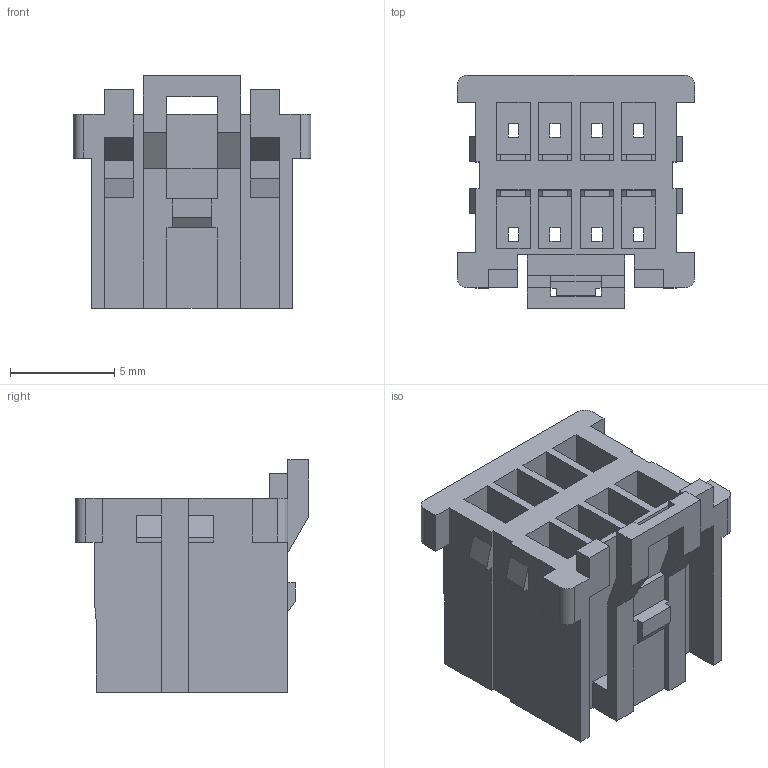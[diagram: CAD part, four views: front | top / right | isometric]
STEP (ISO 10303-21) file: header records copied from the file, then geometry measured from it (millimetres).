
FILE_DESCRIPTION( ( 'Unknown' ), '1' );
FILE_NAME( '624008213322.stp', 'Unknown', ( 'Unknown' ), ( 'Unknown' ), 'PSStep 14.0', 'Unknown', ' ' );
FILE_SCHEMA( ( 'AUTOMOTIVE_DESIGN { 1 0 10303 214 1 1 1 1 }' ) );
Length unit declared in the file: millimetre
Products named in the file (1): 1
Bounding box: 11.4 x 11.2 x 11.15 mm (x, y, z)
Volume: 408.8 mm3; surface area: 1439.3 mm2
Topology: 1 solids, 1 shells, 320 faces, 897 edges, 570 vertices
Faces by surface type: plane 312, cylinder 8
Entity records: 12629 total; most frequent: ORIENTED_EDGE 1794, CARTESIAN_POINT 1788, DIRECTION 1555, EDGE_CURVE 897, LINE 881, VECTOR 881, VERTEX_POINT 570, EDGE_LOOP 345
